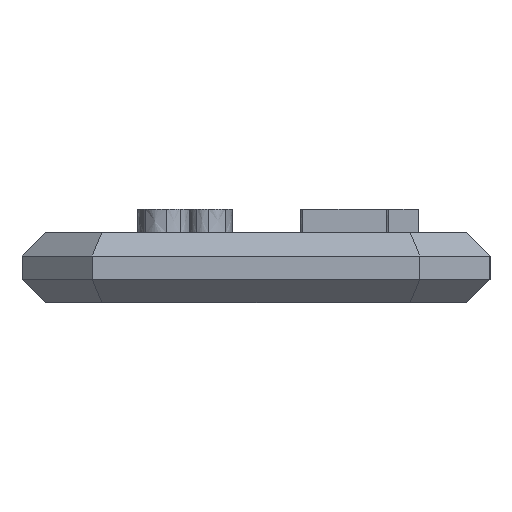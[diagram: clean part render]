
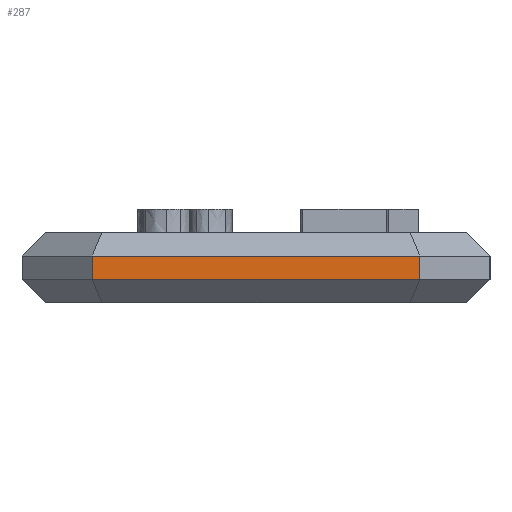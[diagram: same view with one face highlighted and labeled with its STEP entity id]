
A CAD part, left-side view. The second image highlights one B-rep face of the part: STEP entity #287.
In plain terms, the highlighted planar face has unit normal (-1, 0, 0).
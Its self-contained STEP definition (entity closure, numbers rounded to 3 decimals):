
#287=ADVANCED_FACE('',(#2003),#2005,.T.);
#2003=FACE_BOUND('',#2004,.T.);
#2004=EDGE_LOOP('',(#4457,#4458,#4459,#4460));
#2005=PLANE('',#2006);
#2006=AXIS2_PLACEMENT_3D('',#2007,#2008,#2009);
#2007=CARTESIAN_POINT('',(-30.,10.,0.));
#2008=DIRECTION('',(-1.,0.,0.));
#2009=DIRECTION('',(0.,-1.,0.));
#4457=ORIENTED_EDGE('',*,*,#5705,.T.);
#4458=ORIENTED_EDGE('',*,*,#6171,.T.);
#4459=ORIENTED_EDGE('',*,*,#5730,.F.);
#4460=ORIENTED_EDGE('',*,*,#6172,.F.);
#5705=EDGE_CURVE('',#6964,#6965,#6966,.T.);
#5730=EDGE_CURVE('',#6999,#7002,#7003,.T.);
#6171=EDGE_CURVE('',#6965,#7002,#7663,.T.);
#6172=EDGE_CURVE('',#6964,#6999,#7664,.T.);
#6964=VERTEX_POINT('',#9140);
#6965=VERTEX_POINT('',#9141);
#6966=LINE('',#9142,#9143);
#6999=VERTEX_POINT('',#9221);
#7002=VERTEX_POINT('',#9228);
#7003=LINE('',#9229,#9230);
#7663=LINE('',#10771,#10772);
#7664=LINE('',#10774,#10775);
#9140=CARTESIAN_POINT('',(-30.,7.,1.));
#9141=CARTESIAN_POINT('',(-30.,-7.,1.));
#9142=CARTESIAN_POINT('',(-30.,7.,1.));
#9143=VECTOR('',#9144,1.);
#9144=DIRECTION('',(0.,-1.,0.));
#9221=CARTESIAN_POINT('',(-30.,7.,2.));
#9228=CARTESIAN_POINT('',(-30.,-7.,2.));
#9229=CARTESIAN_POINT('',(-30.,7.,2.));
#9230=VECTOR('',#9231,1.);
#9231=DIRECTION('',(0.,-1.,0.));
#10771=CARTESIAN_POINT('',(-30.,-7.,1.));
#10772=VECTOR('',#10773,1.);
#10773=DIRECTION('',(0.,0.,1.));
#10774=CARTESIAN_POINT('',(-30.,7.,1.));
#10775=VECTOR('',#10776,1.);
#10776=DIRECTION('',(0.,0.,1.));
